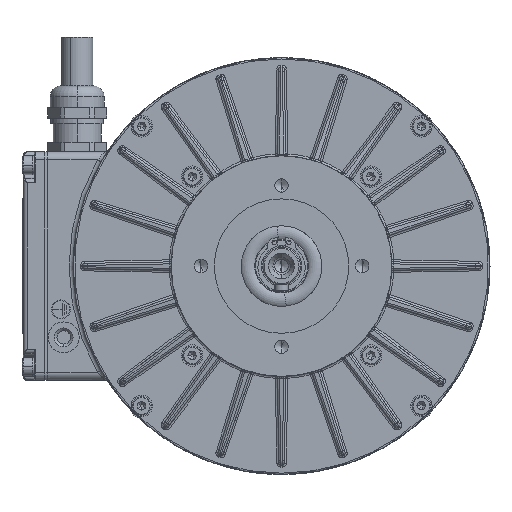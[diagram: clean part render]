
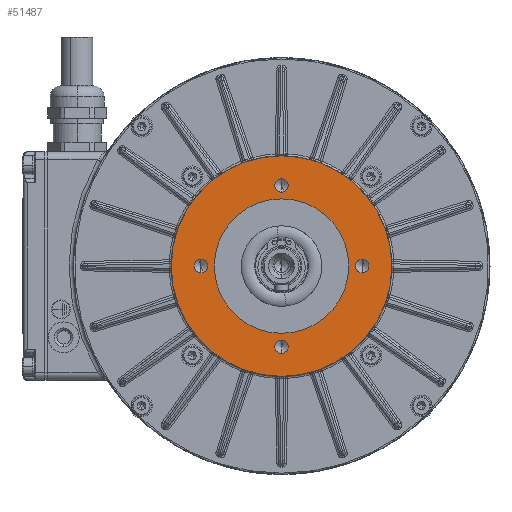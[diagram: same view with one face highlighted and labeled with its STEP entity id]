
A CAD part, left-side view. The second image highlights one B-rep face of the part: STEP entity #51487.
In plain terms, the highlighted face is planar.
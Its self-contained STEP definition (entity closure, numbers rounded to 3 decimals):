
#4598 = CARTESIAN_POINT ( 'NONE',  ( 0., 15.5, 0. ) ) ;
#4604 = CARTESIAN_POINT ( 'NONE',  ( 0., 15.5, 0. ) ) ;
#4605 = DIRECTION ( 'NONE',  ( 0., 1., 0. ) ) ;
#4606 = DIRECTION ( 'NONE',  ( 0., 0., 1. ) ) ;
#4610 = CARTESIAN_POINT ( 'NONE',  ( -30., 15.5, 0. ) ) ;
#4611 = DIRECTION ( 'NONE',  ( 0., 1., 0. ) ) ;
#4612 = DIRECTION ( 'NONE',  ( 0., 0., 1. ) ) ;
#4613 = CARTESIAN_POINT ( 'NONE',  ( 0., 15.5, -30. ) ) ;
#4616 = CARTESIAN_POINT ( 'NONE',  ( 0., 15.5, 30. ) ) ;
#4617 = DIRECTION ( 'NONE',  ( 0., 1., 0. ) ) ;
#4618 = DIRECTION ( 'NONE',  ( 0., 0., 1. ) ) ;
#4619 = CARTESIAN_POINT ( 'NONE',  ( 30., 15.5, 0. ) ) ;
#4620 = DIRECTION ( 'NONE',  ( 0., 1., 0. ) ) ;
#4621 = DIRECTION ( 'NONE',  ( 0., 0., 1. ) ) ;
#4623 = DIRECTION ( 'NONE',  ( 0., 1., 0. ) ) ;
#4624 = DIRECTION ( 'NONE',  ( 0., 0., 1. ) ) ;
#4626 = DIRECTION ( 'NONE',  ( 0., 1., 0. ) ) ;
#4627 = DIRECTION ( 'NONE',  ( 0., 0., 1. ) ) ;
#51487 = ADVANCED_FACE ( 'NONE', ( #148404, #148419, #148421, #148423, #148412, #148418 ), #149238, .T. ) ;
#60310 = EDGE_LOOP ( 'NONE', ( #83770, #83773 ) ) ;
#61018 = EDGE_LOOP ( 'NONE', ( #83781, #83783 ) ) ;
#61021 = EDGE_LOOP ( 'NONE', ( #83767, #83768 ) ) ;
#61027 = EDGE_LOOP ( 'NONE', ( #83774, #83775 ) ) ;
#61031 = EDGE_LOOP ( 'NONE', ( #83776, #83778 ) ) ;
#61037 = EDGE_LOOP ( 'NONE', ( #83785, #83786 ) ) ;
#65074 = EDGE_CURVE ( 'NONE', #66158, #66160, #161539, .T. ) ;
#65112 = EDGE_CURVE ( 'NONE', #66214, #66216, #161591, .T. ) ;
#65118 = EDGE_CURVE ( 'NONE', #66223, #66225, #161601, .T. ) ;
#65124 = EDGE_CURVE ( 'NONE', #65792, #65794, #161611, .T. ) ;
#65130 = EDGE_CURVE ( 'NONE', #65802, #65804, #161621, .T. ) ;
#65792 = VERTEX_POINT ( 'NONE', #169420 ) ;
#65794 = VERTEX_POINT ( 'NONE', #169422 ) ;
#65802 = VERTEX_POINT ( 'NONE', #169429 ) ;
#65804 = VERTEX_POINT ( 'NONE', #169430 ) ;
#66158 = VERTEX_POINT ( 'NONE', #169769 ) ;
#66160 = VERTEX_POINT ( 'NONE', #169770 ) ;
#66214 = VERTEX_POINT ( 'NONE', #169820 ) ;
#66216 = VERTEX_POINT ( 'NONE', #169822 ) ;
#66223 = VERTEX_POINT ( 'NONE', #169830 ) ;
#66225 = VERTEX_POINT ( 'NONE', #169832 ) ;
#66421 = VERTEX_POINT ( 'NONE', #170026 ) ;
#66423 = VERTEX_POINT ( 'NONE', #170028 ) ;
#74412 = EDGE_CURVE ( 'NONE', #66421, #66423, #173734, .T. ) ;
#74607 = EDGE_CURVE ( 'NONE', #66160, #66158, #173890, .T. ) ;
#74612 = EDGE_CURVE ( 'NONE', #66423, #66421, #173892, .T. ) ;
#74617 = EDGE_CURVE ( 'NONE', #66216, #66214, #173896, .T. ) ;
#74619 = EDGE_CURVE ( 'NONE', #66225, #66223, #173899, .T. ) ;
#74622 = EDGE_CURVE ( 'NONE', #65804, #65802, #173902, .T. ) ;
#74624 = EDGE_CURVE ( 'NONE', #65794, #65792, #173905, .T. ) ;
#83767 = ORIENTED_EDGE ( 'NONE', *, *, #74622, .F. ) ;
#83768 = ORIENTED_EDGE ( 'NONE', *, *, #65130, .F. ) ;
#83770 = ORIENTED_EDGE ( 'NONE', *, *, #74624, .F. ) ;
#83773 = ORIENTED_EDGE ( 'NONE', *, *, #65124, .F. ) ;
#83774 = ORIENTED_EDGE ( 'NONE', *, *, #74619, .F. ) ;
#83775 = ORIENTED_EDGE ( 'NONE', *, *, #65118, .F. ) ;
#83776 = ORIENTED_EDGE ( 'NONE', *, *, #74617, .F. ) ;
#83778 = ORIENTED_EDGE ( 'NONE', *, *, #65112, .F. ) ;
#83781 = ORIENTED_EDGE ( 'NONE', *, *, #74607, .F. ) ;
#83783 = ORIENTED_EDGE ( 'NONE', *, *, #65074, .F. ) ;
#83785 = ORIENTED_EDGE ( 'NONE', *, *, #74612, .T. ) ;
#83786 = ORIENTED_EDGE ( 'NONE', *, *, #74412, .T. ) ;
#136183 = AXIS2_PLACEMENT_3D ( 'NONE', #149236, #149254, #149256 ) ;
#148404 = FACE_BOUND ( 'NONE', #61021, .T. ) ;
#148412 = FACE_BOUND ( 'NONE', #61018, .T. ) ;
#148418 = FACE_OUTER_BOUND ( 'NONE', #61037, .T. ) ;
#148419 = FACE_BOUND ( 'NONE', #60310, .T. ) ;
#148421 = FACE_BOUND ( 'NONE', #61027, .T. ) ;
#148423 = FACE_BOUND ( 'NONE', #61031, .T. ) ;
#149236 = CARTESIAN_POINT ( 'NONE',  ( 25., 15.5, 0. ) ) ;
#149238 = PLANE ( 'NONE',  #136183 ) ;
#149254 = DIRECTION ( 'NONE',  ( 0., 1., 0. ) ) ;
#149256 = DIRECTION ( 'NONE',  ( 0., 0., 1. ) ) ;
#155663 = AXIS2_PLACEMENT_3D ( 'NONE', #167859, #167860, #167861 ) ;
#155685 = AXIS2_PLACEMENT_3D ( 'NONE', #167997, #167998, #167999 ) ;
#155688 = AXIS2_PLACEMENT_3D ( 'NONE', #168011, #168012, #168013 ) ;
#155690 = AXIS2_PLACEMENT_3D ( 'NONE', #168025, #168026, #168027 ) ;
#155692 = AXIS2_PLACEMENT_3D ( 'NONE', #168039, #168040, #168041 ) ;
#155818 = AXIS2_PLACEMENT_3D ( 'NONE', #171109, #171127, #171129 ) ;
#155848 = AXIS2_PLACEMENT_3D ( 'NONE', #4598, #4605, #4606 ) ;
#155850 = AXIS2_PLACEMENT_3D ( 'NONE', #4604, #4611, #4612 ) ;
#155852 = AXIS2_PLACEMENT_3D ( 'NONE', #4610, #4617, #4618 ) ;
#155853 = AXIS2_PLACEMENT_3D ( 'NONE', #4613, #4620, #4621 ) ;
#155854 = AXIS2_PLACEMENT_3D ( 'NONE', #4616, #4623, #4624 ) ;
#155855 = AXIS2_PLACEMENT_3D ( 'NONE', #4619, #4626, #4627 ) ;
#161539 = CIRCLE ( 'NONE', #155663, 25. ) ;
#161591 = CIRCLE ( 'NONE', #155685, 2.5 ) ;
#161601 = CIRCLE ( 'NONE', #155688, 2.5 ) ;
#161611 = CIRCLE ( 'NONE', #155690, 2.5 ) ;
#161621 = CIRCLE ( 'NONE', #155692, 2.5 ) ;
#167859 = CARTESIAN_POINT ( 'NONE',  ( 0., 15.5, 0. ) ) ;
#167860 = DIRECTION ( 'NONE',  ( 0., 1., 0. ) ) ;
#167861 = DIRECTION ( 'NONE',  ( 0., 0., 1. ) ) ;
#167997 = CARTESIAN_POINT ( 'NONE',  ( -30., 15.5, 0. ) ) ;
#167998 = DIRECTION ( 'NONE',  ( 0., 1., 0. ) ) ;
#167999 = DIRECTION ( 'NONE',  ( 0., 0., 1. ) ) ;
#168011 = CARTESIAN_POINT ( 'NONE',  ( 0., 15.5, -30. ) ) ;
#168012 = DIRECTION ( 'NONE',  ( 0., 1., 0. ) ) ;
#168013 = DIRECTION ( 'NONE',  ( 0., 0., 1. ) ) ;
#168025 = CARTESIAN_POINT ( 'NONE',  ( 30., 15.5, 0. ) ) ;
#168026 = DIRECTION ( 'NONE',  ( 0., 1., 0. ) ) ;
#168027 = DIRECTION ( 'NONE',  ( 0., 0., 1. ) ) ;
#168039 = CARTESIAN_POINT ( 'NONE',  ( 0., 15.5, 30. ) ) ;
#168040 = DIRECTION ( 'NONE',  ( 0., 1., 0. ) ) ;
#168041 = DIRECTION ( 'NONE',  ( 0., 0., 1. ) ) ;
#169420 = CARTESIAN_POINT ( 'NONE',  ( 30., 15.5, -2.5 ) ) ;
#169422 = CARTESIAN_POINT ( 'NONE',  ( 30., 15.5, 2.5 ) ) ;
#169429 = CARTESIAN_POINT ( 'NONE',  ( 0., 15.5, 27.5 ) ) ;
#169430 = CARTESIAN_POINT ( 'NONE',  ( 0., 15.5, 32.5 ) ) ;
#169769 = CARTESIAN_POINT ( 'NONE',  ( 0., 15.5, 25. ) ) ;
#169770 = CARTESIAN_POINT ( 'NONE',  ( 0., 15.5, -25. ) ) ;
#169820 = CARTESIAN_POINT ( 'NONE',  ( -30., 15.5, -2.5 ) ) ;
#169822 = CARTESIAN_POINT ( 'NONE',  ( -30., 15.5, 2.5 ) ) ;
#169830 = CARTESIAN_POINT ( 'NONE',  ( 0., 15.5, -32.5 ) ) ;
#169832 = CARTESIAN_POINT ( 'NONE',  ( 0., 15.5, -27.5 ) ) ;
#170026 = CARTESIAN_POINT ( 'NONE',  ( 0., 15.5, 41. ) ) ;
#170028 = CARTESIAN_POINT ( 'NONE',  ( 0., 15.5, -41. ) ) ;
#171109 = CARTESIAN_POINT ( 'NONE',  ( 0., 15.5, 0. ) ) ;
#171127 = DIRECTION ( 'NONE',  ( 0., 1., 0. ) ) ;
#171129 = DIRECTION ( 'NONE',  ( 0., 0., 1. ) ) ;
#173734 = CIRCLE ( 'NONE', #155818, 41. ) ;
#173890 = CIRCLE ( 'NONE', #155848, 25. ) ;
#173892 = CIRCLE ( 'NONE', #155850, 41. ) ;
#173896 = CIRCLE ( 'NONE', #155852, 2.5 ) ;
#173899 = CIRCLE ( 'NONE', #155853, 2.5 ) ;
#173902 = CIRCLE ( 'NONE', #155854, 2.5 ) ;
#173905 = CIRCLE ( 'NONE', #155855, 2.5 ) ;
